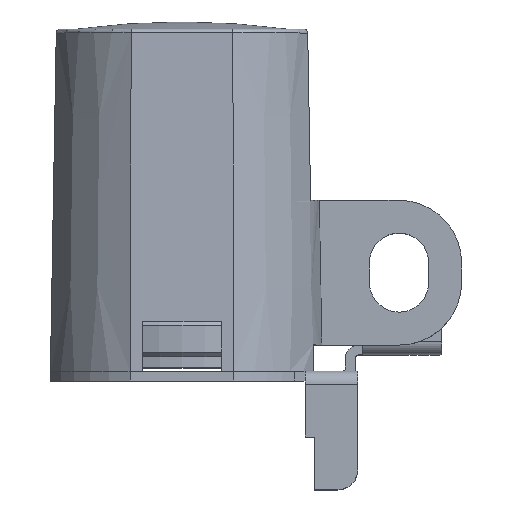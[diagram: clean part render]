
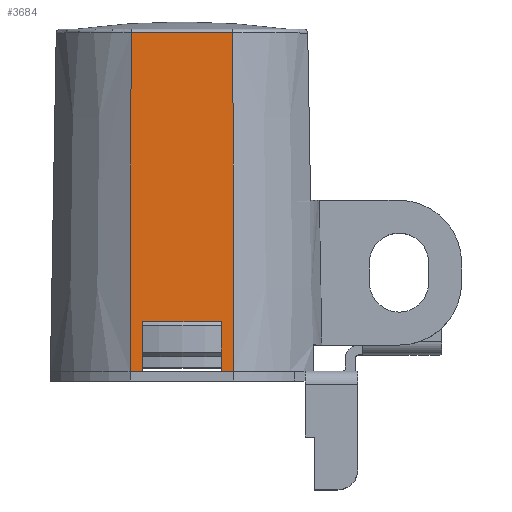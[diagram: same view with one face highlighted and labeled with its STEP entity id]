
A CAD part, top view. The second image highlights one B-rep face of the part: STEP entity #3684.
In plain terms, the highlighted planar face has unit normal (0, 0.017, 1).
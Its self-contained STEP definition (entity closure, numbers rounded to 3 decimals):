
#58=B_SPLINE_CURVE_WITH_KNOTS('',3,(#5470,#5471,#5472,#5473),
 .UNSPECIFIED.,.F.,.F.,(4,4),(0.,0.051),
 .UNSPECIFIED.);
#61=B_SPLINE_CURVE_WITH_KNOTS('',3,(#5514,#5515,#5516,#5517),
 .UNSPECIFIED.,.F.,.F.,(4,4),(0.,0.051),
 .UNSPECIFIED.);
#949=ORIENTED_EDGE('',*,*,#1800,.T.);
#950=ORIENTED_EDGE('',*,*,#1571,.F.);
#951=ORIENTED_EDGE('',*,*,#1561,.F.);
#952=ORIENTED_EDGE('',*,*,#1607,.F.);
#953=ORIENTED_EDGE('',*,*,#1481,.F.);
#954=ORIENTED_EDGE('',*,*,#1608,.F.);
#955=ORIENTED_EDGE('',*,*,#1546,.F.);
#956=ORIENTED_EDGE('',*,*,#1554,.F.);
#1481=EDGE_CURVE('',#2033,#2034,#2399,.T.);
#1546=EDGE_CURVE('',#2088,#2089,#2434,.T.);
#1554=EDGE_CURVE('',#2096,#2088,#58,.T.);
#1561=EDGE_CURVE('',#2102,#2103,#2440,.T.);
#1571=EDGE_CURVE('',#2103,#2110,#61,.T.);
#1607=EDGE_CURVE('',#2034,#2102,#2463,.T.);
#1608=EDGE_CURVE('',#2089,#2033,#2464,.T.);
#1800=EDGE_CURVE('',#2096,#2110,#2546,.T.);
#2033=VERTEX_POINT('',#5298);
#2034=VERTEX_POINT('',#5300);
#2088=VERTEX_POINT('',#5446);
#2089=VERTEX_POINT('',#5448);
#2096=VERTEX_POINT('',#5469);
#2102=VERTEX_POINT('',#5489);
#2103=VERTEX_POINT('',#5491);
#2110=VERTEX_POINT('',#5508);
#2399=LINE('',#5299,#2704);
#2434=LINE('',#5447,#2739);
#2440=LINE('',#5490,#2745);
#2463=LINE('',#5609,#2768);
#2464=LINE('',#5611,#2769);
#2546=LINE('',#6142,#2851);
#2704=VECTOR('',#4217,1000.);
#2739=VECTOR('',#4320,1000.);
#2745=VECTOR('',#4340,1000.);
#2768=VECTOR('',#4419,1000.);
#2769=VECTOR('',#4422,1000.);
#2851=VECTOR('',#4782,1000.);
#3117=EDGE_LOOP('',(#949,#950,#951,#952,#953,#954,#955,#956));
#3346=FACE_BOUND('',#3117,.T.);
#3522=PLANE('',#4032);
#3684=ADVANCED_FACE('',(#3346),#3522,.T.);
#4032=AXIS2_PLACEMENT_3D('',#6141,#4780,#4781);
#4217=DIRECTION('',(-1.,0.,0.));
#4320=DIRECTION('',(-1.,0.,0.));
#4340=DIRECTION('',(-1.,0.,0.));
#4419=DIRECTION('',(0.,-1.,0.017));
#4422=DIRECTION('',(0.,1.,-0.017));
#4780=DIRECTION('',(0.,0.017,1.));
#4781=DIRECTION('',(0.,-1.,0.017));
#4782=DIRECTION('',(-1.,0.,0.));
#5298=CARTESIAN_POINT('',(6.,7.5,19.87));
#5299=CARTESIAN_POINT('',(19.35,7.5,19.87));
#5300=CARTESIAN_POINT('',(-6.,7.5,19.87));
#5446=CARTESIAN_POINT('',(7.89,0.,20.));
#5447=CARTESIAN_POINT('',(25.,0.,20.));
#5448=CARTESIAN_POINT('',(6.,0.,20.));
#5469=CARTESIAN_POINT('',(7.719,51.41,19.11));
#5470=CARTESIAN_POINT('',(7.719,51.41,19.11));
#5471=CARTESIAN_POINT('',(7.776,34.274,19.407));
#5472=CARTESIAN_POINT('',(7.833,17.137,19.703));
#5473=CARTESIAN_POINT('',(7.89,0.,20.));
#5489=CARTESIAN_POINT('',(-6.,0.,20.));
#5490=CARTESIAN_POINT('',(25.,0.,20.));
#5491=CARTESIAN_POINT('',(-7.89,0.,20.));
#5508=CARTESIAN_POINT('',(-7.719,51.41,19.11));
#5514=CARTESIAN_POINT('',(-7.89,0.,20.));
#5515=CARTESIAN_POINT('',(-7.833,17.137,19.703));
#5516=CARTESIAN_POINT('',(-7.776,34.274,19.407));
#5517=CARTESIAN_POINT('',(-7.719,51.41,19.11));
#5609=CARTESIAN_POINT('',(-6.,7.463,19.871));
#5611=CARTESIAN_POINT('',(6.,-0.035,20.001));
#6141=CARTESIAN_POINT('',(25.,0.,20.));
#6142=CARTESIAN_POINT('',(25.,51.41,19.11));
